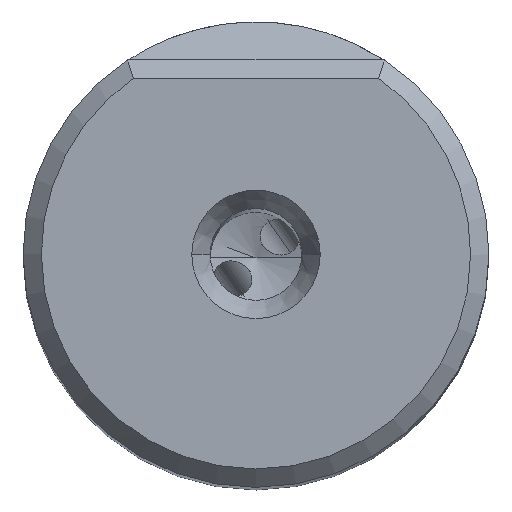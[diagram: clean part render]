
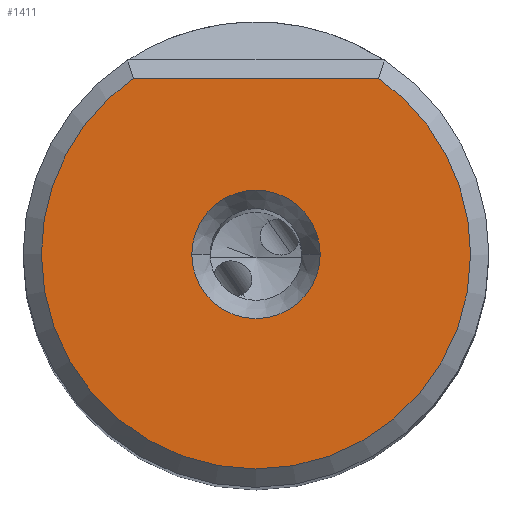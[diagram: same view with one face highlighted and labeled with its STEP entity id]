
A CAD part, top view. The second image highlights one B-rep face of the part: STEP entity #1411.
In plain terms, the highlighted planar face has unit normal (0, 0, 1).
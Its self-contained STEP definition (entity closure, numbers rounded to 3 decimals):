
#116=PLANE('',#8115);
#329=LINE('',#13297,#744);
#744=VECTOR('',#9366,1.);
#1287=FACE_BOUND('',#2282,.T.);
#1288=FACE_BOUND('',#2283,.T.);
#1411=ADVANCED_FACE('',(#1287,#1288),#116,.T.);
#2282=EDGE_LOOP('',(#3674,#3675,#3676,#3677));
#2283=EDGE_LOOP('',(#3678,#3679));
#2738=CIRCLE('',#8110,11.7);
#2739=CIRCLE('',#8111,11.7);
#2740=CIRCLE('',#8112,11.7);
#2741=CIRCLE('',#8113,3.5);
#2742=CIRCLE('',#8114,3.5);
#3674=ORIENTED_EDGE('',*,*,#6640,.T.);
#3675=ORIENTED_EDGE('',*,*,#6641,.T.);
#3676=ORIENTED_EDGE('',*,*,#6639,.T.);
#3677=ORIENTED_EDGE('',*,*,#6642,.T.);
#3678=ORIENTED_EDGE('',*,*,#6643,.T.);
#3679=ORIENTED_EDGE('',*,*,#6644,.T.);
#5777=VERTEX_POINT('',#13289);
#5778=VERTEX_POINT('',#13296);
#5779=VERTEX_POINT('',#13300);
#5780=VERTEX_POINT('',#13301);
#5781=VERTEX_POINT('',#13305);
#5782=VERTEX_POINT('',#13306);
#6639=EDGE_CURVE('',#5777,#5778,#329,.T.);
#6640=EDGE_CURVE('',#5779,#5780,#2738,.T.);
#6641=EDGE_CURVE('',#5780,#5777,#2739,.T.);
#6642=EDGE_CURVE('',#5778,#5779,#2740,.T.);
#6643=EDGE_CURVE('',#5781,#5782,#2741,.T.);
#6644=EDGE_CURVE('',#5782,#5781,#2742,.T.);
#8110=AXIS2_PLACEMENT_3D('',#13299,#9369,#9370);
#8111=AXIS2_PLACEMENT_3D('',#13302,#9371,#9372);
#8112=AXIS2_PLACEMENT_3D('',#13303,#9373,#9374);
#8113=AXIS2_PLACEMENT_3D('',#13304,#9375,#9376);
#8114=AXIS2_PLACEMENT_3D('',#13307,#9377,#9378);
#8115=AXIS2_PLACEMENT_3D('',#13308,#9379,#9380);
#9366=DIRECTION('',(-1.,0.,0.));
#9369=DIRECTION('',(0.,0.,1.));
#9370=DIRECTION('',(-1.,0.002,0.));
#9371=DIRECTION('',(0.,0.,1.));
#9372=DIRECTION('',(1.,-0.002,0.));
#9373=DIRECTION('',(0.,0.,1.));
#9374=DIRECTION('',(-0.572,0.821,0.));
#9375=DIRECTION('',(0.,0.,-1.));
#9376=DIRECTION('',(1.,0.,0.));
#9377=DIRECTION('',(0.,0.,-1.));
#9378=DIRECTION('',(-1.,0.,0.));
#9379=DIRECTION('',(0.,0.,1.));
#9380=DIRECTION('',(1.,0.,0.));
#13289=CARTESIAN_POINT('',(6.688,9.6,0.));
#13296=CARTESIAN_POINT('',(-6.688,9.6,0.));
#13297=CARTESIAN_POINT('',(6.688,9.6,0.));
#13299=CARTESIAN_POINT('',(0.,0.,0.));
#13300=CARTESIAN_POINT('',(-11.7,0.018,0.));
#13301=CARTESIAN_POINT('',(11.7,-0.018,0.));
#13302=CARTESIAN_POINT('',(0.,0.,0.));
#13303=CARTESIAN_POINT('',(0.,0.,0.));
#13304=CARTESIAN_POINT('',(0.,0.,0.));
#13305=CARTESIAN_POINT('',(3.5,0.,0.));
#13306=CARTESIAN_POINT('',(-3.5,0.,0.));
#13307=CARTESIAN_POINT('',(0.,0.,0.));
#13308=CARTESIAN_POINT('',(-0.001,-1.05,0.));
